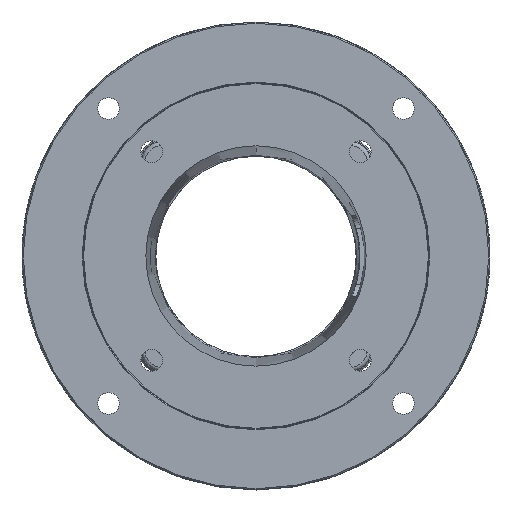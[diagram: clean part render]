
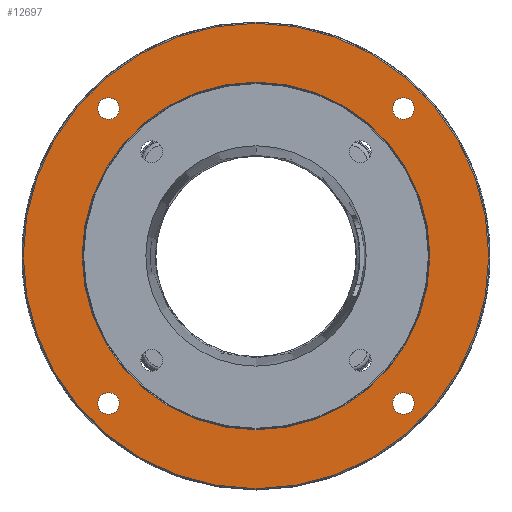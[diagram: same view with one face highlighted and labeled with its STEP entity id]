
A CAD part, top view. The second image highlights one B-rep face of the part: STEP entity #12697.
In plain terms, the highlighted planar face has unit normal (0, 0, 1).
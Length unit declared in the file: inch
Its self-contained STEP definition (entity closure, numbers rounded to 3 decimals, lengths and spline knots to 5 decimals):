
#35=CARTESIAN_POINT('',(0.,0.,-0.08));
#36=DIRECTION('',(0.,0.,1.));
#37=DIRECTION('',(0.,1.,0.));
#38=AXIS2_PLACEMENT_3D('',#35,#36,#37);
#44=CARTESIAN_POINT('',(0.,0.,-0.08));
#45=DIRECTION('',(0.,0.,-1.));
#46=DIRECTION('',(0.,1.,0.));
#47=AXIS2_PLACEMENT_3D('',#44,#45,#46);
#762=CARTESIAN_POINT('',(-3.62392,3.62392,-0.08));
#763=DIRECTION('',(0.,0.,-1.));
#764=DIRECTION('',(-0.707,0.707,0.));
#765=AXIS2_PLACEMENT_3D('',#762,#763,#764);
#767=CARTESIAN_POINT('',(-3.62392,3.62392,-0.08));
#768=DIRECTION('',(0.,0.,-1.));
#769=DIRECTION('',(0.707,-0.707,0.));
#770=AXIS2_PLACEMENT_3D('',#767,#768,#769);
#772=CARTESIAN_POINT('',(-3.62392,-3.62392,-0.08));
#773=DIRECTION('',(0.,0.,-1.));
#774=DIRECTION('',(-0.707,-0.707,0.));
#775=AXIS2_PLACEMENT_3D('',#772,#773,#774);
#777=CARTESIAN_POINT('',(-3.62392,-3.62392,-0.08));
#778=DIRECTION('',(0.,0.,-1.));
#779=DIRECTION('',(0.707,0.707,0.));
#780=AXIS2_PLACEMENT_3D('',#777,#778,#779);
#782=CARTESIAN_POINT('',(3.62392,-3.62392,-0.08));
#783=DIRECTION('',(0.,0.,-1.));
#784=DIRECTION('',(0.707,-0.707,0.));
#785=AXIS2_PLACEMENT_3D('',#782,#783,#784);
#787=CARTESIAN_POINT('',(3.62392,-3.62392,-0.08));
#788=DIRECTION('',(0.,0.,-1.));
#789=DIRECTION('',(-0.707,0.707,0.));
#790=AXIS2_PLACEMENT_3D('',#787,#788,#789);
#792=CARTESIAN_POINT('',(3.62392,3.62392,-0.08));
#793=DIRECTION('',(0.,0.,-1.));
#794=DIRECTION('',(0.707,0.707,0.));
#795=AXIS2_PLACEMENT_3D('',#792,#793,#794);
#797=CARTESIAN_POINT('',(3.62392,3.62392,-0.08));
#798=DIRECTION('',(0.,0.,-1.));
#799=DIRECTION('',(-0.707,-0.707,0.));
#800=AXIS2_PLACEMENT_3D('',#797,#798,#799);
#802=CARTESIAN_POINT('',(0.,0.,-0.08));
#803=DIRECTION('',(0.,0.,1.));
#804=DIRECTION('',(0.,1.,0.));
#805=AXIS2_PLACEMENT_3D('',#802,#803,#804);
#807=CARTESIAN_POINT('',(0.,0.,-0.08));
#808=DIRECTION('',(0.,0.,1.));
#809=DIRECTION('',(0.,-1.,0.));
#810=AXIS2_PLACEMENT_3D('',#807,#808,#809);
#11297=CARTESIAN_POINT('',(0.,5.72,-0.08));
#11298=CARTESIAN_POINT('',(0.,-5.72,-0.08));
#11299=VERTEX_POINT('',#11297);
#11300=VERTEX_POINT('',#11298);
#11321=CARTESIAN_POINT('',(-3.81131,3.81131,-0.08));
#11322=CARTESIAN_POINT('',(-3.43654,3.43654,-0.08));
#11323=VERTEX_POINT('',#11321);
#11324=VERTEX_POINT('',#11322);
#11365=CARTESIAN_POINT('',(-3.81131,-3.81131,-0.08));
#11366=CARTESIAN_POINT('',(-3.43654,-3.43654,-0.08));
#11367=VERTEX_POINT('',#11365);
#11368=VERTEX_POINT('',#11366);
#11373=CARTESIAN_POINT('',(3.81131,-3.81131,-0.08));
#11374=CARTESIAN_POINT('',(3.43654,-3.43654,-0.08));
#11375=VERTEX_POINT('',#11373);
#11376=VERTEX_POINT('',#11374);
#11381=CARTESIAN_POINT('',(3.81131,3.81131,-0.08));
#11382=CARTESIAN_POINT('',(3.43654,3.43654,-0.08));
#11383=VERTEX_POINT('',#11381);
#11384=VERTEX_POINT('',#11382);
#11401=CARTESIAN_POINT('',(0.,4.271,-0.08));
#11402=CARTESIAN_POINT('',(0.,-4.271,-0.08));
#11403=VERTEX_POINT('',#11401);
#11404=VERTEX_POINT('',#11402);
#12659=CARTESIAN_POINT('',(0.,0.,-0.08));
#12660=DIRECTION('',(0.,0.,1.));
#12661=DIRECTION('',(0.,1.,0.));
#12662=AXIS2_PLACEMENT_3D('',#12659,#12660,#12661);
#12663=PLANE('',#12662);
#12664=ORIENTED_EDGE('',*,*,#11628,.T.);
#12665=ORIENTED_EDGE('',*,*,#11613,.F.);
#12666=EDGE_LOOP('',(#12664,#12665));
#12667=FACE_OUTER_BOUND('',#12666,.F.);
#12669=ORIENTED_EDGE('',*,*,#12668,.F.);
#12671=ORIENTED_EDGE('',*,*,#12670,.F.);
#12672=EDGE_LOOP('',(#12669,#12671));
#12673=FACE_BOUND('',#12672,.F.);
#12675=ORIENTED_EDGE('',*,*,#12674,.F.);
#12677=ORIENTED_EDGE('',*,*,#12676,.F.);
#12678=EDGE_LOOP('',(#12675,#12677));
#12679=FACE_BOUND('',#12678,.F.);
#12681=ORIENTED_EDGE('',*,*,#12680,.F.);
#12683=ORIENTED_EDGE('',*,*,#12682,.F.);
#12684=EDGE_LOOP('',(#12681,#12683));
#12685=FACE_BOUND('',#12684,.F.);
#12687=ORIENTED_EDGE('',*,*,#12686,.F.);
#12689=ORIENTED_EDGE('',*,*,#12688,.F.);
#12690=EDGE_LOOP('',(#12687,#12689));
#12691=FACE_BOUND('',#12690,.F.);
#12693=ORIENTED_EDGE('',*,*,#12692,.T.);
#12694=ORIENTED_EDGE('',*,*,#12649,.T.);
#12695=EDGE_LOOP('',(#12693,#12694));
#12696=FACE_BOUND('',#12695,.F.);
#12697=ADVANCED_FACE('',(#12667,#12673,#12679,#12685,#12691,#12696),#12663,.T.);
#39=CIRCLE('',#38,5.72);
#48=CIRCLE('',#47,5.72);
#766=CIRCLE('',#765,0.265);
#771=CIRCLE('',#770,0.265);
#776=CIRCLE('',#775,0.265);
#781=CIRCLE('',#780,0.265);
#786=CIRCLE('',#785,0.265);
#791=CIRCLE('',#790,0.265);
#796=CIRCLE('',#795,0.265);
#801=CIRCLE('',#800,0.265);
#806=CIRCLE('',#805,4.271);
#811=CIRCLE('',#810,4.271);
#11613=EDGE_CURVE('',#11299,#11300,#39,.T.);
#11628=EDGE_CURVE('',#11299,#11300,#48,.T.);
#12649=EDGE_CURVE('',#11404,#11403,#811,.T.);
#12668=EDGE_CURVE('',#11323,#11324,#766,.T.);
#12670=EDGE_CURVE('',#11324,#11323,#771,.T.);
#12674=EDGE_CURVE('',#11367,#11368,#776,.T.);
#12676=EDGE_CURVE('',#11368,#11367,#781,.T.);
#12680=EDGE_CURVE('',#11375,#11376,#786,.T.);
#12682=EDGE_CURVE('',#11376,#11375,#791,.T.);
#12686=EDGE_CURVE('',#11383,#11384,#796,.T.);
#12688=EDGE_CURVE('',#11384,#11383,#801,.T.);
#12692=EDGE_CURVE('',#11403,#11404,#806,.T.);
